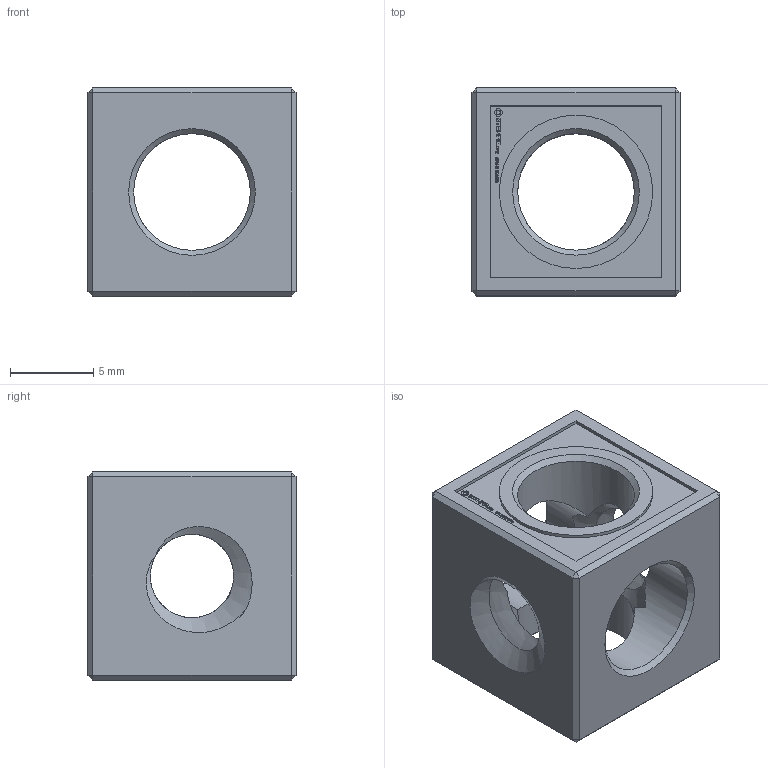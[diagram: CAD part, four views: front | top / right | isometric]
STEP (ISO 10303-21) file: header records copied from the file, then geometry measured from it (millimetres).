
FILE_DESCRIPTION(('FreeCAD Model'),'2;1');
FILE_NAME('Open CASCADE Shape Model','2021-07-01T09:10:21',( 'Paulo Kiefe'),('STEMFIE.org'),'Open CASCADE STEP processor 7.4', 'FreeCAD','Unknown');
FILE_SCHEMA(('AUTOMOTIVE_DESIGN { 1 0 10303 214 1 1 1 1 }'));
Products named in the file (1): Beam_STR_ESS_ERHRH_DE_BU01x01x01_-_SPN-BEM-0800_(stemfie.org)
Bounding box: 12.5 x 12.5 x 12.5 mm (x, y, z)
Volume: 1017.9 mm3; surface area: 1222.4 mm2
Topology: 1 solids, 1 shells, 491 faces, 1352 edges, 896 vertices
Faces by surface type: plane 338, extrusion 132, bspline 12, cylinder 5, cone 4
Full cylindrical faces by diameter (mm): 7 x4, 9.2 x1
Entity records: 47782 total; most frequent: CARTESIAN_POINT 21771, DIRECTION 4205, VECTOR 3452, LINE 3320, ORIENTED_EDGE 2704, PCURVE 2704, DEFINITIONAL_REPRESENTATION 2704, EDGE_CURVE 1352
